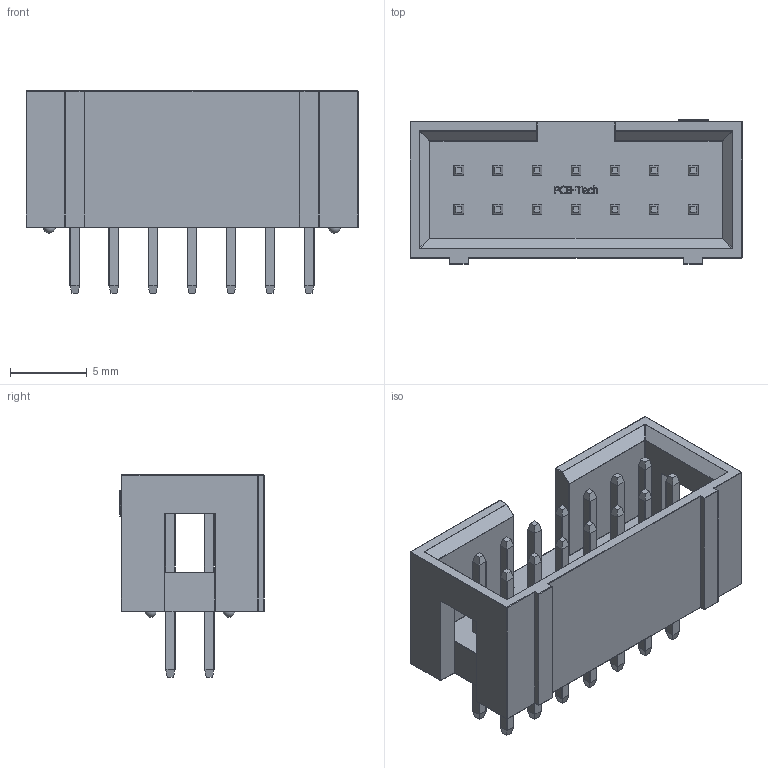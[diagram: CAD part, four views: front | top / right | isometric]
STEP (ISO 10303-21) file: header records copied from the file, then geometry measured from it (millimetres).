
FILE_DESCRIPTION(/* description */ (''),/* implementation_level */ '2;1');
FILE_NAME(/* name */ '14-Pin Shrouded Header (IDC) Straight.stp',/* time_stamp */ '2019-09-23T18:32:53+02:00',/* author */ ('Bernd das Brot'),/* organization */ (''),/* preprocessor_version */ 'ST-DEVELOPER v17.2',/* originating_system */ 'Autodesk Inventor 2019',/* authorisation */ '');
FILE_SCHEMA (('AUTOMOTIVE_DESIGN { 1 0 10303 214 3 1 1 }'));
Length unit declared in the file: millimetre
Products named in the file (3): 14-Pin Shrouded Header (IDC) Straight; Straight Contact; 14-Pin Shrouded Header Body
Assembly tree (15 placements, depth 2):
  14-Pin Shrouded Header (IDC) Straight
    Straight Contact  x14
    14-Pin Shrouded Header Body
Bounding box: 21.59 x 9.37 x 13.17 mm (x, y, z)
Volume: 900 mm3; surface area: 1706.9 mm2
Topology: 15 solids, 15 shells, 657 faces, 1671 edges, 1053 vertices
Faces by surface type: plane 354, cylinder 165, bspline 80, sphere 37, torus 21
Entity records: 13316 total; most frequent: CARTESIAN_POINT 3429, ORIENTED_EDGE 2086, DIRECTION 1878, EDGE_CURVE 1043, LINE 642, VECTOR 642, VERTEX_POINT 637, AXIS2_PLACEMENT_3D 618
